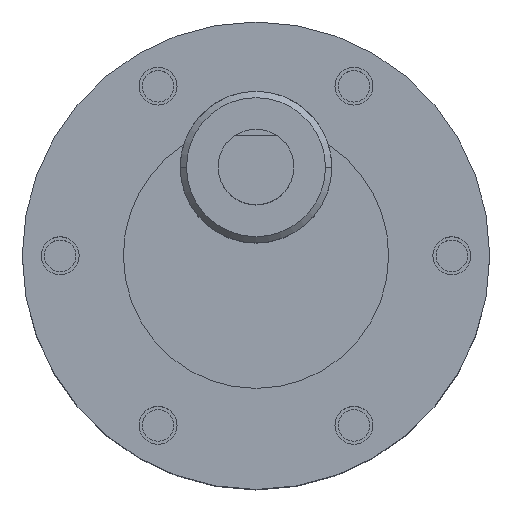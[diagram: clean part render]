
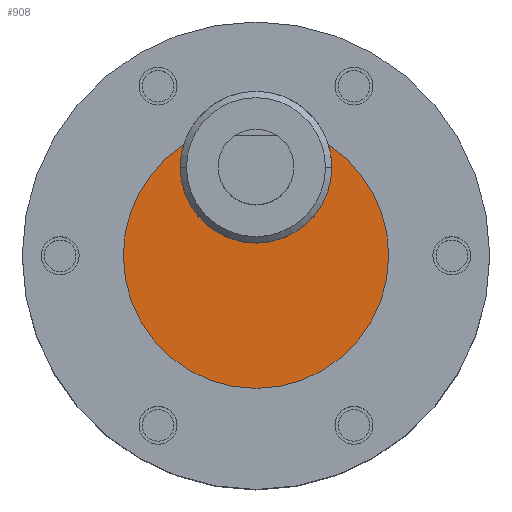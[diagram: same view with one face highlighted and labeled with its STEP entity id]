
A CAD part, top view. The second image highlights one B-rep face of the part: STEP entity #908.
In plain terms, the highlighted planar face has unit normal (0, 0, 1).
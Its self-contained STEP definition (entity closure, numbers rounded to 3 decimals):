
#157 = CARTESIAN_POINT ( 'NONE',  ( 0., 7., -0.5 ) ) ;
#158 = DIRECTION ( 'NONE',  ( 0., 0., -1. ) ) ;
#163 = DIRECTION ( 'NONE',  ( 1., 0., 0. ) ) ;
#165 = CARTESIAN_POINT ( 'NONE',  ( 0., 0., -0.5 ) ) ;
#166 = DIRECTION ( 'NONE',  ( 0., 0., 1. ) ) ;
#167 = DIRECTION ( 'NONE',  ( 1., 0., 0. ) ) ;
#258 = EDGE_LOOP ( 'NONE', ( #669, #664, #667, #665, #663, #661 ) ) ;
#384 = AXIS2_PLACEMENT_3D ( 'NONE', #1340, #1341, #1342 ) ;
#426 = CIRCLE ( 'NONE', #451, 6. ) ;
#435 = CIRCLE ( 'NONE', #436, 10.5 ) ;
#436 = AXIS2_PLACEMENT_3D ( 'NONE', #1460, #1461, #1462 ) ;
#437 = CIRCLE ( 'NONE', #445, 6. ) ;
#440 = CIRCLE ( 'NONE', #441, 10.5 ) ;
#441 = AXIS2_PLACEMENT_3D ( 'NONE', #1468, #1469, #1470 ) ;
#445 = AXIS2_PLACEMENT_3D ( 'NONE', #1475, #1476, #1477 ) ;
#451 = AXIS2_PLACEMENT_3D ( 'NONE', #1485, #1486, #1487 ) ;
#462 = VERTEX_POINT ( 'NONE', #1004 ) ;
#468 = VERTEX_POINT ( 'NONE', #1010 ) ;
#469 = VERTEX_POINT ( 'NONE', #1011 ) ;
#661 = ORIENTED_EDGE ( 'NONE', *, *, #2041, .T. ) ;
#663 = ORIENTED_EDGE ( 'NONE', *, *, #849, .T. ) ;
#664 = ORIENTED_EDGE ( 'NONE', *, *, #2038, .T. ) ;
#665 = ORIENTED_EDGE ( 'NONE', *, *, #2045, .T. ) ;
#667 = ORIENTED_EDGE ( 'NONE', *, *, #2035, .T. ) ;
#669 = ORIENTED_EDGE ( 'NONE', *, *, #850, .T. ) ;
#849 = EDGE_CURVE ( 'NONE', #469, #2201, #2193, .T. ) ;
#850 = EDGE_CURVE ( 'NONE', #462, #2214, #2198, .T. ) ;
#908 = ADVANCED_FACE ( 'NONE', ( #1943 ), #1339, .T. ) ;
#1004 = CARTESIAN_POINT ( 'NONE',  ( -5.723, 8.804, -0.5 ) ) ;
#1010 = CARTESIAN_POINT ( 'NONE',  ( 5.723, 8.804, -0.5 ) ) ;
#1011 = CARTESIAN_POINT ( 'NONE',  ( 6., 7., -0.5 ) ) ;
#1339 = PLANE ( 'NONE',  #384 ) ;
#1340 = CARTESIAN_POINT ( 'NONE',  ( 0., 3.5, -0.5 ) ) ;
#1341 = DIRECTION ( 'NONE',  ( 0., 0., 1. ) ) ;
#1342 = DIRECTION ( 'NONE',  ( 1., 0., 0. ) ) ;
#1460 = CARTESIAN_POINT ( 'NONE',  ( 0., 0., -0.5 ) ) ;
#1461 = DIRECTION ( 'NONE',  ( 0., 0., 1. ) ) ;
#1462 = DIRECTION ( 'NONE',  ( 1., 0., 0. ) ) ;
#1468 = CARTESIAN_POINT ( 'NONE',  ( 0., 0., -0.5 ) ) ;
#1469 = DIRECTION ( 'NONE',  ( 0., 0., 1. ) ) ;
#1470 = DIRECTION ( 'NONE',  ( 1., 0., 0. ) ) ;
#1475 = CARTESIAN_POINT ( 'NONE',  ( 0., 7., -0.5 ) ) ;
#1476 = DIRECTION ( 'NONE',  ( 0., 0., -1. ) ) ;
#1477 = DIRECTION ( 'NONE',  ( 1., 0., 0. ) ) ;
#1485 = CARTESIAN_POINT ( 'NONE',  ( 0., 7., -0.5 ) ) ;
#1486 = DIRECTION ( 'NONE',  ( 0., 0., -1. ) ) ;
#1487 = DIRECTION ( 'NONE',  ( 1., 0., 0. ) ) ;
#1570 = CARTESIAN_POINT ( 'NONE',  ( -6., 7., -0.5 ) ) ;
#1580 = CARTESIAN_POINT ( 'NONE',  ( 10.5, 0., -0.5 ) ) ;
#1583 = CARTESIAN_POINT ( 'NONE',  ( -10.5, 0., -0.5 ) ) ;
#1943 = FACE_OUTER_BOUND ( 'NONE', #258, .T. ) ;
#2035 = EDGE_CURVE ( 'NONE', #2211, #468, #435, .T. ) ;
#2038 = EDGE_CURVE ( 'NONE', #2214, #2211, #440, .T. ) ;
#2041 = EDGE_CURVE ( 'NONE', #2201, #462, #437, .T. ) ;
#2045 = EDGE_CURVE ( 'NONE', #468, #469, #426, .T. ) ;
#2193 = CIRCLE ( 'NONE', #2197, 6. ) ;
#2196 = AXIS2_PLACEMENT_3D ( 'NONE', #165, #166, #167 ) ;
#2197 = AXIS2_PLACEMENT_3D ( 'NONE', #157, #158, #163 ) ;
#2198 = CIRCLE ( 'NONE', #2196, 10.5 ) ;
#2201 = VERTEX_POINT ( 'NONE', #1570 ) ;
#2211 = VERTEX_POINT ( 'NONE', #1580 ) ;
#2214 = VERTEX_POINT ( 'NONE', #1583 ) ;
